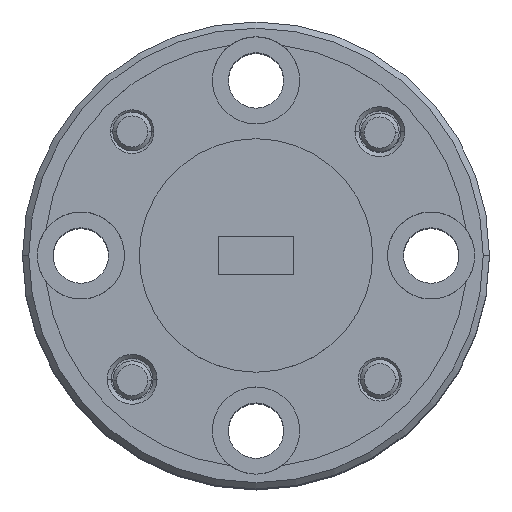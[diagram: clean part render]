
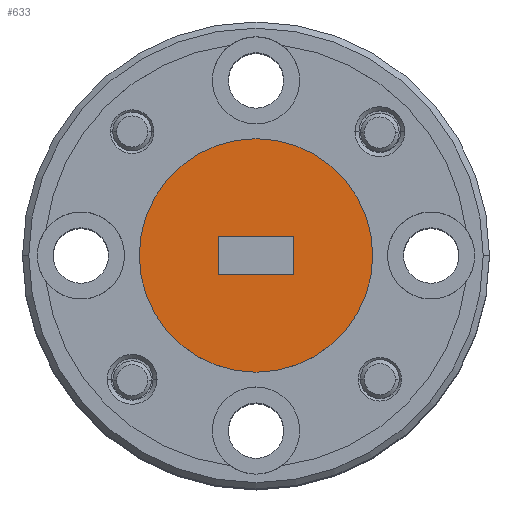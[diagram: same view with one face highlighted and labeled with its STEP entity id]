
A CAD part, top view. The second image highlights one B-rep face of the part: STEP entity #633.
In plain terms, the highlighted planar face has unit normal (0, 0, 1).
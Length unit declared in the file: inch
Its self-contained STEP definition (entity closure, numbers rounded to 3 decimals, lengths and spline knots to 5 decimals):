
#18 = CARTESIAN_POINT ( 'NONE',  ( -0.51173, -0.01819, 0.8353 ) ) ;
#42 = EDGE_CURVE ( 'NONE', #2999, #4064, #1968, .T. ) ;
#237 = VECTOR ( 'NONE', #1197, 39.37008 ) ;
#271 = FACE_OUTER_BOUND ( 'NONE', #4392, .T. ) ;
#288 = ORIENTED_EDGE ( 'NONE', *, *, #3393, .T. ) ;
#523 = CARTESIAN_POINT ( 'NONE',  ( -0.63373, -0.01819, 0.8353 ) ) ;
#588 = VECTOR ( 'NONE', #898, 39.37008 ) ;
#633 = ADVANCED_FACE ( 'NONE', ( #271, #3684 ), #1983, .T. ) ;
#688 = AXIS2_PLACEMENT_3D ( 'NONE', #2113, #3442, #2815 ) ;
#729 = DIRECTION ( 'NONE',  ( 0., -1., 0. ) ) ;
#741 = ORIENTED_EDGE ( 'NONE', *, *, #3096, .F. ) ;
#748 = VERTEX_POINT ( 'NONE', #1480 ) ;
#822 = CIRCLE ( 'NONE', #688, 0.1875 ) ;
#898 = DIRECTION ( 'NONE',  ( 1., 0., 0. ) ) ;
#1197 = DIRECTION ( 'NONE',  ( -1., 0., 0. ) ) ;
#1343 = DIRECTION ( 'NONE',  ( 0., 0., 1. ) ) ;
#1480 = CARTESIAN_POINT ( 'NONE',  ( -0.76023, -0.04869, 0.8353 ) ) ;
#1722 = ORIENTED_EDGE ( 'NONE', *, *, #42, .F. ) ;
#1755 = AXIS2_PLACEMENT_3D ( 'NONE', #4090, #1343, #4408 ) ;
#1865 = ORIENTED_EDGE ( 'NONE', *, *, #3179, .F. ) ;
#1913 = CARTESIAN_POINT ( 'NONE',  ( -0.63373, -0.01819, 0.8353 ) ) ;
#1968 = LINE ( 'NONE', #4035, #588 ) ;
#1983 = PLANE ( 'NONE',  #1755 ) ;
#2113 = CARTESIAN_POINT ( 'NONE',  ( -0.57273, -0.04869, 0.8353 ) ) ;
#2285 = CARTESIAN_POINT ( 'NONE',  ( -0.51173, -0.01819, 0.8353 ) ) ;
#2292 = CARTESIAN_POINT ( 'NONE',  ( -0.57273, -0.04869, 0.8353 ) ) ;
#2359 = VERTEX_POINT ( 'NONE', #1913 ) ;
#2427 = VERTEX_POINT ( 'NONE', #2716 ) ;
#2432 = AXIS2_PLACEMENT_3D ( 'NONE', #2292, #3727, #3657 ) ;
#2488 = CARTESIAN_POINT ( 'NONE',  ( -0.63373, -0.01819, 0.8353 ) ) ;
#2512 = CARTESIAN_POINT ( 'NONE',  ( -0.63373, -0.07919, 0.8353 ) ) ;
#2595 = LINE ( 'NONE', #523, #237 ) ;
#2598 = CARTESIAN_POINT ( 'NONE',  ( -0.51173, -0.07919, 0.8353 ) ) ;
#2716 = CARTESIAN_POINT ( 'NONE',  ( -0.38523, -0.04869, 0.8353 ) ) ;
#2815 = DIRECTION ( 'NONE',  ( 1., 0., 0. ) ) ;
#2999 = VERTEX_POINT ( 'NONE', #2512 ) ;
#3096 = EDGE_CURVE ( 'NONE', #2359, #2999, #4135, .T. ) ;
#3179 = EDGE_CURVE ( 'NONE', #3868, #2359, #2595, .T. ) ;
#3345 = VECTOR ( 'NONE', #729, 39.37008 ) ;
#3393 = EDGE_CURVE ( 'NONE', #2427, #748, #3924, .T. ) ;
#3442 = DIRECTION ( 'NONE',  ( 0., 0., 1. ) ) ;
#3446 = LINE ( 'NONE', #18, #4393 ) ;
#3541 = EDGE_CURVE ( 'NONE', #748, #2427, #822, .T. ) ;
#3657 = DIRECTION ( 'NONE',  ( 1., 0., 0. ) ) ;
#3684 = FACE_BOUND ( 'NONE', #3996, .T. ) ;
#3727 = DIRECTION ( 'NONE',  ( 0., 0., 1. ) ) ;
#3868 = VERTEX_POINT ( 'NONE', #2285 ) ;
#3924 = CIRCLE ( 'NONE', #2432, 0.1875 ) ;
#3996 = EDGE_LOOP ( 'NONE', ( #4365, #1722, #741, #1865 ) ) ;
#4035 = CARTESIAN_POINT ( 'NONE',  ( -0.63373, -0.07919, 0.8353 ) ) ;
#4064 = VERTEX_POINT ( 'NONE', #2598 ) ;
#4090 = CARTESIAN_POINT ( 'NONE',  ( -0.57273, -0.04869, 0.8353 ) ) ;
#4135 = LINE ( 'NONE', #2488, #3345 ) ;
#4218 = EDGE_CURVE ( 'NONE', #4064, #3868, #3446, .T. ) ;
#4354 = ORIENTED_EDGE ( 'NONE', *, *, #3541, .T. ) ;
#4365 = ORIENTED_EDGE ( 'NONE', *, *, #4218, .F. ) ;
#4392 = EDGE_LOOP ( 'NONE', ( #288, #4354 ) ) ;
#4393 = VECTOR ( 'NONE', #4434, 39.37008 ) ;
#4408 = DIRECTION ( 'NONE',  ( 1., 0., 0. ) ) ;
#4434 = DIRECTION ( 'NONE',  ( 0., 1., 0. ) ) ;
